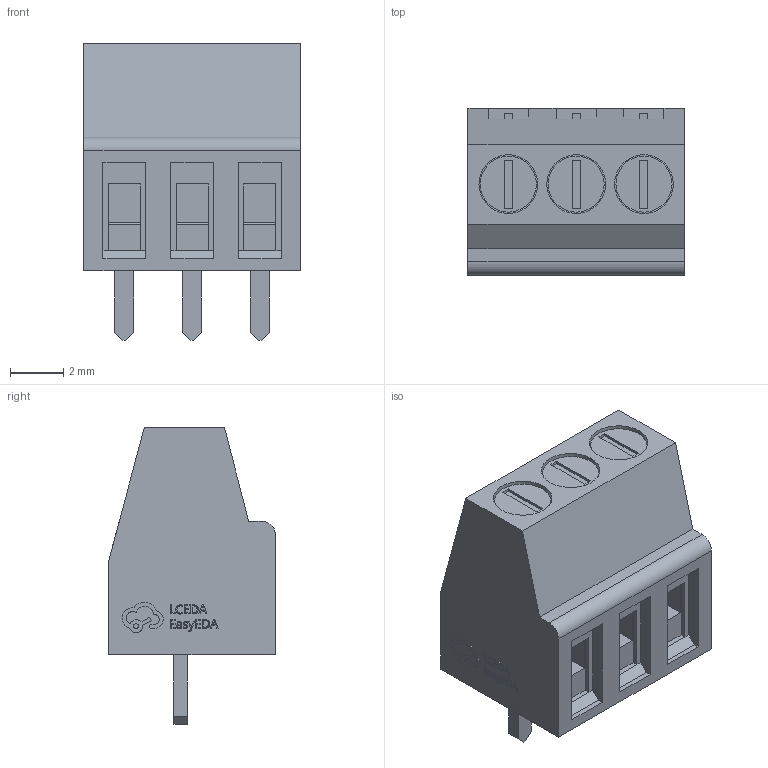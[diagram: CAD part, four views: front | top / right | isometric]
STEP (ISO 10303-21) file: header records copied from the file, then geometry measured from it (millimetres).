
FILE_DESCRIPTION (( 'STEP AP214' ), '1' );
FILE_NAME ('CONN-TH_3P-P2.54_MX128-2.54-03P-GN01-CU-Y-A.STEP', '2024-04-07T00:31:26', ( 'PC' ), ( 'Microsoft' ), 'SwSTEP 2.0', 'SolidWorks 2020', '' );
FILE_SCHEMA (( 'AUTOMOTIVE_DESIGN' ));
Length unit declared in the file: millimetre
Products named in the file (1): CONN-TH_3P-P2.54_MX128-2.54-03P-GN01-CU-Y-A
Bounding box: 8.11 x 6.25 x 11.1 mm (x, y, z)
Volume: 301.8 mm3; surface area: 818.3 mm2
Topology: 7 solids, 7 shells, 555 faces, 1491 edges, 990 vertices
Faces by surface type: plane 426, bspline 98, cylinder 31
Entity records: 23878 total; most frequent: CARTESIAN_POINT 4343, ORIENTED_EDGE 2982, DIRECTION 2275, EDGE_CURVE 1491, LINE 1223, VECTOR 1223, VERTEX_POINT 990, EDGE_LOOP 613
